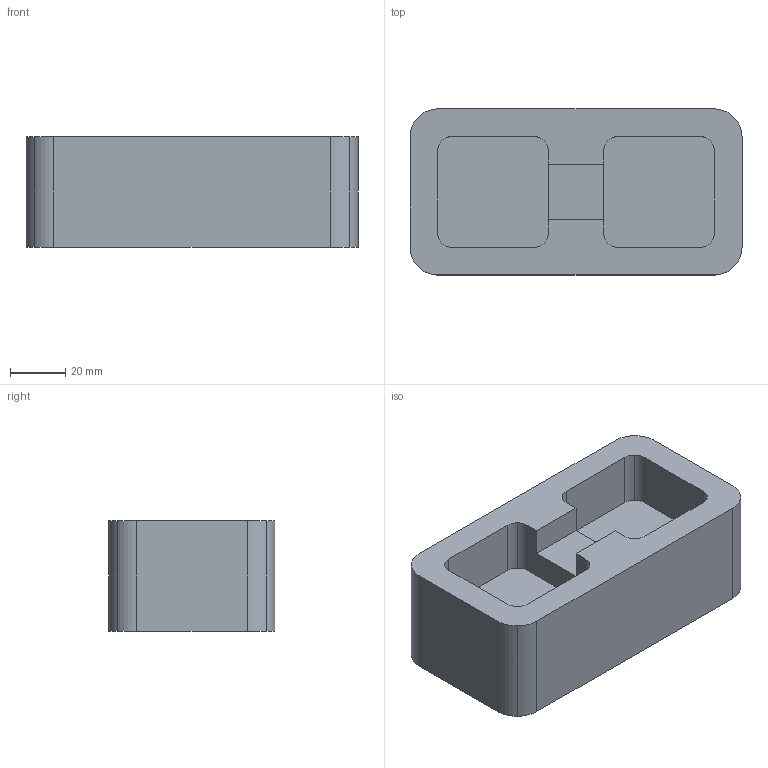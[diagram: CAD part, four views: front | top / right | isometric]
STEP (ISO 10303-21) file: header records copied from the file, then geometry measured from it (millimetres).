
FILE_DESCRIPTION(('produced by SPATIAL CORP'),'2;1');
FILE_NAME('ex42.hh.sat.stp', '2002-04-19T11:06:13+00:00',('SPATIAL CORP'),('SPATIAL CORP'), 'ACIS STEP Husk','http://www.spatial.com','SPATIAL CORP');
FILE_SCHEMA(('CONFIG_CONTROL_DESIGN'));
Length unit declared in the file: millimetre
Products named in the file (1): PRODUCT_ID_1
Bounding box: 120 x 60 x 40 mm (x, y, z)
Volume: 217424.8 mm3; surface area: 33998.2 mm2
Topology: 1 solids, 1 shells, 43 faces, 120 edges, 80 vertices
Faces by surface type: cylinder 24, plane 19
Entity records: 1299 total; most frequent: ORIENTED_EDGE 240, CARTESIAN_POINT 205, DIRECTION 180, EDGE_CURVE 120, VERTEX_POINT 80, VECTOR 70, LINE 70, AXIS2_PLACEMENT_3D 55
